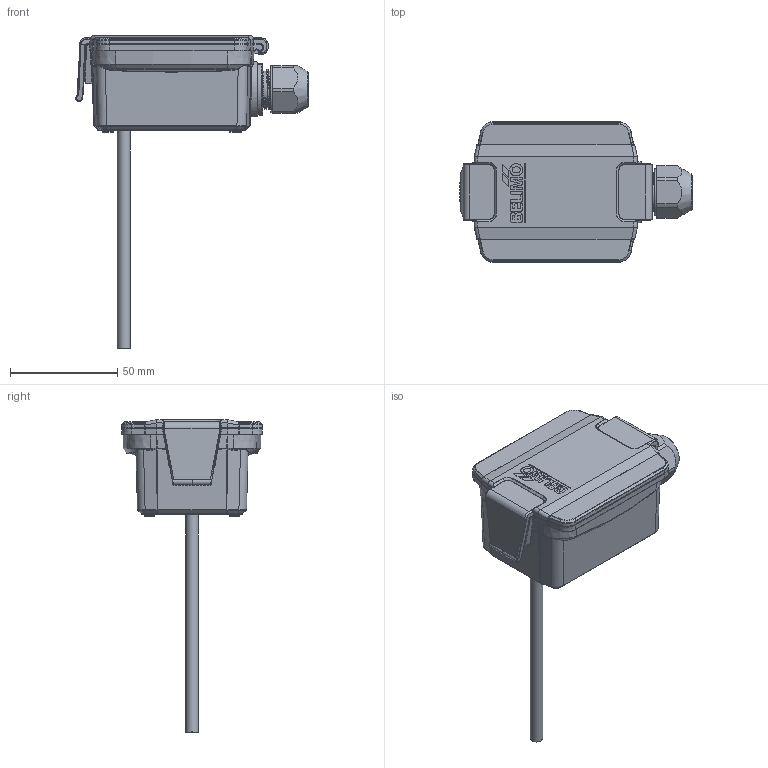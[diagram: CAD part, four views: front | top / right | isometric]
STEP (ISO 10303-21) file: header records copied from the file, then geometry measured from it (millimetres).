
FILE_DESCRIPTION(/* description */ (''),/* implementation_level */ '2;1');
FILE_NAME(/* name */ '01DT_1xN_100.stp',/* time_stamp */ '2017-10-05T15:40:17+02:00',/* author */ (''),/* organization */ (''),/* preprocessor_version */ 'ST-DEVELOPER v11',/* originating_system */ 'SIEMENS UGS NX 6.0',/* authorisation */ '');
FILE_SCHEMA (('AUTOMOTIVE_DESIGN { 1 0 10303 214 1 1 1 1 }'));
Products named in the file (1): areg6DCBcnd5
Bounding box: 108.45 x 65.59 x 146 mm (x, y, z)
Volume: 86075.2 mm3; surface area: 63477.8 mm2
Topology: 18 solids, 19 shells, 2692 faces, 6321 edges, 3603 vertices
Faces by surface type: bspline 952, cylinder 669, plane 370, torus 334, cone 213, sphere 88, extrusion 66
Full cylindrical faces by diameter (mm): 5.2 x2, 6 x2, 8.5 x1, 8.695 x2, 10.5 x1, 14 x1, 15.2 x1, 16.95 x4, 17.2 x1, 21.8 x1, 22 x1, 22.5 x1
Entity records: 113537 total; most frequent: CARTESIAN_POINT 51450, ORIENTED_EDGE 12270, DIRECTION 10714, EDGE_CURVE 6135, AXIS2_PLACEMENT_3D 4568, VERTEX_POINT 3565, EDGE_LOOP 2780, ADVANCED_FACE 2683
